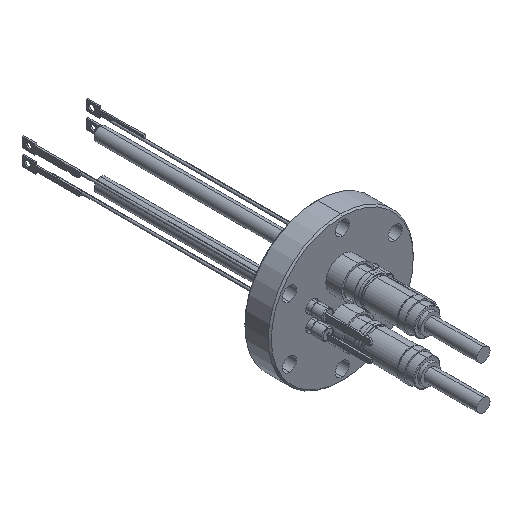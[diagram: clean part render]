
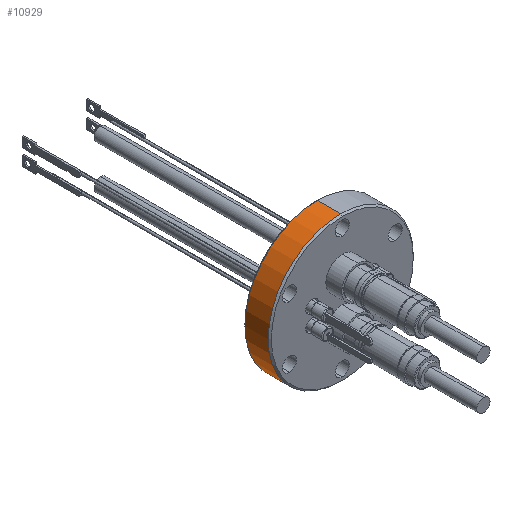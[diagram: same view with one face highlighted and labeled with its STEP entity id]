
A CAD part, isometric view. The second image highlights one B-rep face of the part: STEP entity #10929.
In plain terms, the highlighted cylindrical face has radius 34.925 mm (diameter 69.85 mm), a partial arc.
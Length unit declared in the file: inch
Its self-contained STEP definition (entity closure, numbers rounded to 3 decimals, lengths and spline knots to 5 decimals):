
#912 = DIRECTION ( 'NONE',  ( 0., 0., 1. ) ) ;
#915 = DIRECTION ( 'NONE',  ( 0., 1., 0. ) ) ;
#916 = CARTESIAN_POINT ( 'NONE',  ( 0., 0., 0. ) ) ;
#1833 = EDGE_LOOP ( 'NONE', ( #2785, #2784, #2783, #2782 ) ) ;
#2341 = CIRCLE ( 'NONE', #9416, 1.375 ) ;
#2358 = CIRCLE ( 'NONE', #9398, 1.375 ) ;
#2623 = LINE ( 'NONE', #5278, #2626 ) ;
#2626 = VECTOR ( 'NONE', #5281, 39.37008 ) ;
#2627 = LINE ( 'NONE', #5279, #2629 ) ;
#2629 = VECTOR ( 'NONE', #5272, 39.37008 ) ;
#2782 = ORIENTED_EDGE ( 'NONE', *, *, #9846, .T. ) ;
#2783 = ORIENTED_EDGE ( 'NONE', *, *, #10192, .T. ) ;
#2784 = ORIENTED_EDGE ( 'NONE', *, *, #9862, .F. ) ;
#2785 = ORIENTED_EDGE ( 'NONE', *, *, #10190, .F. ) ;
#4243 = CARTESIAN_POINT ( 'NONE',  ( 0., -1.14312, -1.375 ) ) ;
#4244 = CARTESIAN_POINT ( 'NONE',  ( 0., -1.14312, 1.375 ) ) ;
#4488 = FACE_OUTER_BOUND ( 'NONE', #1833, .T. ) ;
#4497 = CYLINDRICAL_SURFACE ( 'NONE', #9779, 1.375 ) ;
#5272 = DIRECTION ( 'NONE',  ( 0., 1., 0. ) ) ;
#5278 = CARTESIAN_POINT ( 'NONE',  ( 0., 0., -1.375 ) ) ;
#5279 = CARTESIAN_POINT ( 'NONE',  ( 0., 0., 1.375 ) ) ;
#5281 = DIRECTION ( 'NONE',  ( 0., 1., 0. ) ) ;
#5990 = CARTESIAN_POINT ( 'NONE',  ( 0., -0.70312, 0. ) ) ;
#5991 = DIRECTION ( 'NONE',  ( 0., -1., 0. ) ) ;
#5992 = DIRECTION ( 'NONE',  ( 0., 0., 1. ) ) ;
#6037 = CARTESIAN_POINT ( 'NONE',  ( 0., -1.14312, 0. ) ) ;
#6038 = DIRECTION ( 'NONE',  ( 0., -1., 0. ) ) ;
#6039 = DIRECTION ( 'NONE',  ( 0., 0., 1. ) ) ;
#6519 = CARTESIAN_POINT ( 'NONE',  ( 0., -0.70312, -1.375 ) ) ;
#6523 = CARTESIAN_POINT ( 'NONE',  ( 0., -0.70312, 1.375 ) ) ;
#9048 = VERTEX_POINT ( 'NONE', #4243 ) ;
#9049 = VERTEX_POINT ( 'NONE', #4244 ) ;
#9092 = VERTEX_POINT ( 'NONE', #6519 ) ;
#9096 = VERTEX_POINT ( 'NONE', #6523 ) ;
#9398 = AXIS2_PLACEMENT_3D ( 'NONE', #6037, #6038, #6039 ) ;
#9416 = AXIS2_PLACEMENT_3D ( 'NONE', #5990, #5991, #5992 ) ;
#9779 = AXIS2_PLACEMENT_3D ( 'NONE', #916, #915, #912 ) ;
#9846 = EDGE_CURVE ( 'NONE', #9096, #9092, #2341, .T. ) ;
#9862 = EDGE_CURVE ( 'NONE', #9049, #9048, #2358, .T. ) ;
#10190 = EDGE_CURVE ( 'NONE', #9048, #9092, #2623, .T. ) ;
#10192 = EDGE_CURVE ( 'NONE', #9049, #9096, #2627, .T. ) ;
#10929 = ADVANCED_FACE ( 'NONE', ( #4488 ), #4497, .T. ) ;
